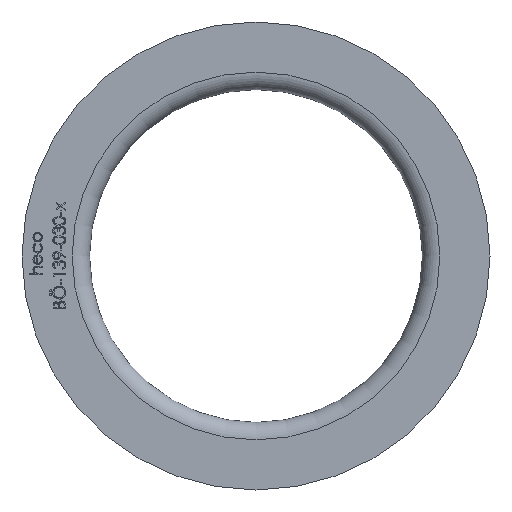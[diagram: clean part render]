
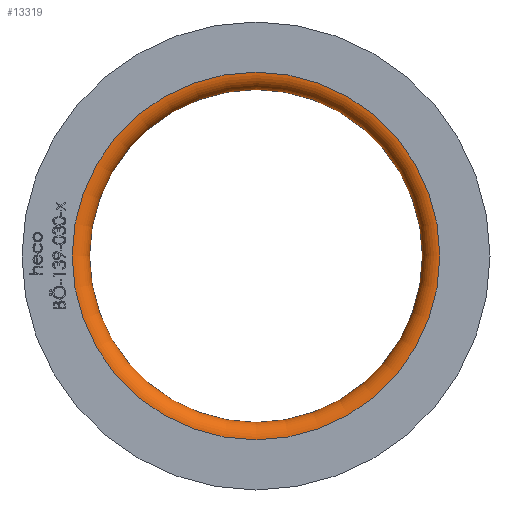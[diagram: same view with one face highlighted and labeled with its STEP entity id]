
A CAD part, left-side view. The second image highlights one B-rep face of the part: STEP entity #13319.
In plain terms, the highlighted toroidal (fillet/blend) face has major radius 73.85 mm and minor radius 7 mm.
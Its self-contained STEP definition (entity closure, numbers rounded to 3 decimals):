
#541 = CARTESIAN_POINT ( 'NONE',  ( 7., 0., 66.85 ) ) ;
#896 = AXIS2_PLACEMENT_3D ( 'NONE', #2373, #2210, #9551 ) ;
#1297 = FACE_OUTER_BOUND ( 'NONE', #5824, .T. ) ;
#2210 = DIRECTION ( 'NONE',  ( -1., 0., 0. ) ) ;
#2373 = CARTESIAN_POINT ( 'NONE',  ( 7., 0., 0. ) ) ;
#2402 = ORIENTED_EDGE ( 'NONE', *, *, #15420, .F. ) ;
#4249 = DIRECTION ( 'NONE',  ( 0., 0., 1. ) ) ;
#4495 = CIRCLE ( 'NONE', #5509, 73.85 ) ;
#4782 = DIRECTION ( 'NONE',  ( -1., 0., 0. ) ) ;
#4804 = EDGE_LOOP ( 'NONE', ( #7491 ) ) ;
#5043 = CARTESIAN_POINT ( 'NONE',  ( 0., 0., 0. ) ) ;
#5509 = AXIS2_PLACEMENT_3D ( 'NONE', #5043, #12336, #4249 ) ;
#5599 = VERTEX_POINT ( 'NONE', #8899 ) ;
#5824 = EDGE_LOOP ( 'NONE', ( #2402 ) ) ;
#6635 = VERTEX_POINT ( 'NONE', #541 ) ;
#7307 = CARTESIAN_POINT ( 'NONE',  ( 7., 0., 0. ) ) ;
#7491 = ORIENTED_EDGE ( 'NONE', *, *, #13250, .T. ) ;
#7654 = TOROIDAL_SURFACE ( 'NONE', #12965, 73.85, 7. ) ;
#8401 = FACE_OUTER_BOUND ( 'NONE', #4804, .T. ) ;
#8459 = CIRCLE ( 'NONE', #896, 66.85 ) ;
#8899 = CARTESIAN_POINT ( 'NONE',  ( 0., 0., 73.85 ) ) ;
#9551 = DIRECTION ( 'NONE',  ( 0., 0., 1. ) ) ;
#10729 = DIRECTION ( 'NONE',  ( 0., 0., 1. ) ) ;
#12336 = DIRECTION ( 'NONE',  ( -1., 0., 0. ) ) ;
#12965 = AXIS2_PLACEMENT_3D ( 'NONE', #7307, #4782, #10729 ) ;
#13250 = EDGE_CURVE ( 'NONE', #5599, #5599, #4495, .T. ) ;
#13319 = ADVANCED_FACE ( 'NONE', ( #1297, #8401 ), #7654, .T. ) ;
#15420 = EDGE_CURVE ( 'NONE', #6635, #6635, #8459, .T. ) ;
